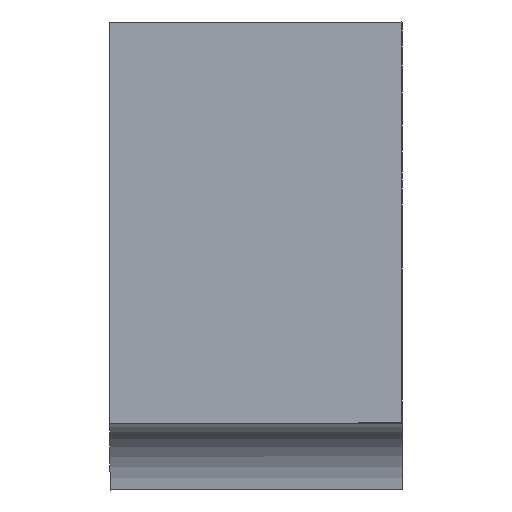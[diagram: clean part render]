
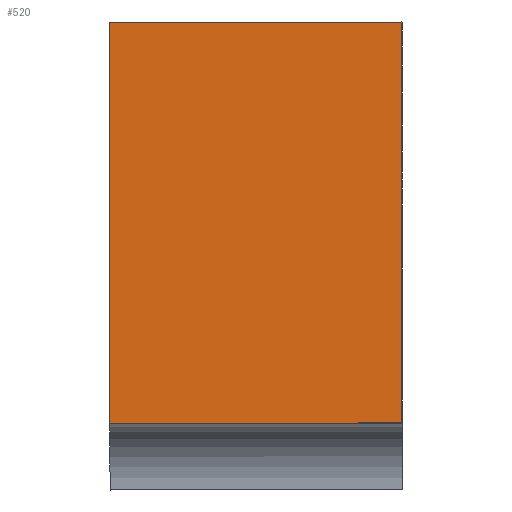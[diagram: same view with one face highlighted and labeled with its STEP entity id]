
A CAD part, left-side view. The second image highlights one B-rep face of the part: STEP entity #520.
In plain terms, the highlighted planar face has unit normal (-1, 0, 0).
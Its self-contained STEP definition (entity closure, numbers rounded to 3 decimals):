
#30=PLANE('',#588);
#51=FACE_OUTER_BOUND('',#79,.T.);
#79=EDGE_LOOP('',(#396,#397,#398,#399));
#123=LINE('',#847,#170);
#124=LINE('',#849,#171);
#125=LINE('',#851,#172);
#126=LINE('',#852,#173);
#170=VECTOR('',#690,10.);
#171=VECTOR('',#691,10.);
#172=VECTOR('',#692,10.);
#173=VECTOR('',#693,10.);
#254=VERTEX_POINT('',#845);
#255=VERTEX_POINT('',#846);
#256=VERTEX_POINT('',#848);
#257=VERTEX_POINT('',#850);
#311=EDGE_CURVE('',#254,#255,#123,.F.);
#312=EDGE_CURVE('',#256,#254,#124,.T.);
#313=EDGE_CURVE('',#257,#256,#125,.T.);
#314=EDGE_CURVE('',#255,#257,#126,.T.);
#396=ORIENTED_EDGE('',*,*,#311,.F.);
#397=ORIENTED_EDGE('',*,*,#312,.F.);
#398=ORIENTED_EDGE('',*,*,#313,.F.);
#399=ORIENTED_EDGE('',*,*,#314,.F.);
#520=ADVANCED_FACE('',(#51),#30,.F.);
#588=AXIS2_PLACEMENT_3D('',#844,#688,#689);
#688=DIRECTION('center_axis',(1.,0.,0.));
#689=DIRECTION('ref_axis',(0.,0.,-1.));
#690=DIRECTION('',(0.,0.,1.));
#691=DIRECTION('',(0.,-1.,0.));
#692=DIRECTION('',(0.,0.,1.));
#693=DIRECTION('',(0.,1.,0.));
#844=CARTESIAN_POINT('Origin',(10.254,0.,0.));
#845=CARTESIAN_POINT('',(10.254,1.3,-0.904));
#846=CARTESIAN_POINT('',(10.254,1.296,-10.506));
#847=CARTESIAN_POINT('',(10.254,1.298,-5.254));
#848=CARTESIAN_POINT('',(10.254,8.297,-0.907));
#849=CARTESIAN_POINT('',(10.254,2.025,-0.905));
#850=CARTESIAN_POINT('',(10.254,8.293,-10.508));
#851=CARTESIAN_POINT('',(10.254,8.295,-6.056));
#852=CARTESIAN_POINT('',(10.254,-3.793,-10.504));
